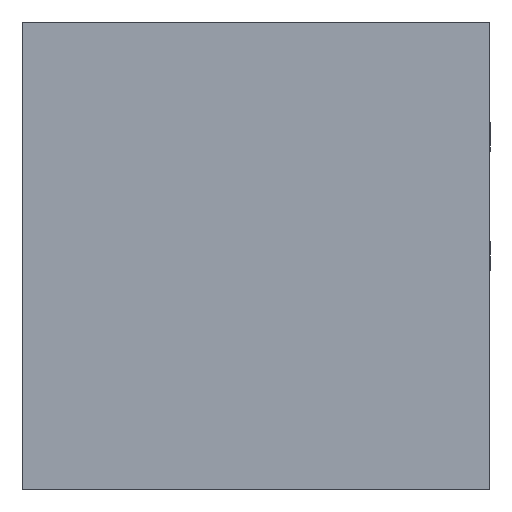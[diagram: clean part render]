
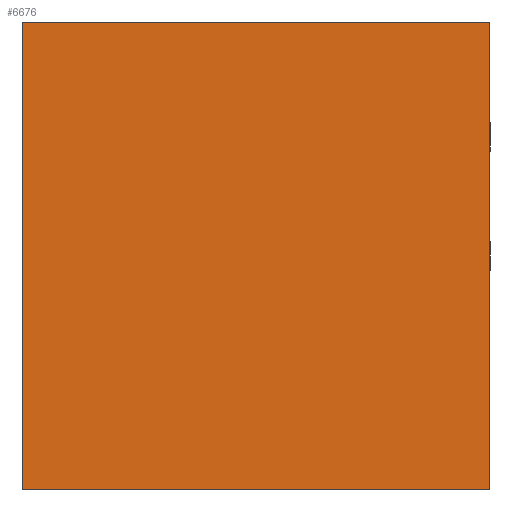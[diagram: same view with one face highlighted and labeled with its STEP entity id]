
A CAD part, front view. The second image highlights one B-rep face of the part: STEP entity #6676.
In plain terms, the highlighted planar face has unit normal (0, -1, 0).
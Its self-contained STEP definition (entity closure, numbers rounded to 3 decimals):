
#1369=ORIENTED_EDGE('',*,*,#2824,.F.);
#1370=ORIENTED_EDGE('',*,*,#2848,.F.);
#1371=ORIENTED_EDGE('',*,*,#2736,.F.);
#1372=ORIENTED_EDGE('',*,*,#2838,.F.);
#2736=EDGE_CURVE('',#3562,#3563,#4292,.T.);
#2824=EDGE_CURVE('',#3644,#3645,#4372,.T.);
#2838=EDGE_CURVE('',#3645,#3562,#4386,.T.);
#2848=EDGE_CURVE('',#3563,#3644,#4396,.T.);
#3562=VERTEX_POINT('',#10241);
#3563=VERTEX_POINT('',#10243);
#3644=VERTEX_POINT('',#10420);
#3645=VERTEX_POINT('',#10422);
#4292=LINE('',#10242,#5100);
#4372=LINE('',#10421,#5180);
#4386=LINE('',#10445,#5194);
#4396=LINE('',#10462,#5204);
#5100=VECTOR('',#8333,1000.);
#5180=VECTOR('',#8447,1000.);
#5194=VECTOR('',#8463,1000.);
#5204=VECTOR('',#8475,1000.);
#5688=EDGE_LOOP('',(#1369,#1370,#1371,#1372));
#6054=FACE_BOUND('',#5688,.T.);
#6381=PLANE('',#7202);
#6676=ADVANCED_FACE('',(#6054),#6381,.F.);
#7202=AXIS2_PLACEMENT_3D('',#10466,#8478,#8479);
#8333=DIRECTION('',(0.,0.,-1.));
#8447=DIRECTION('',(0.,0.,1.));
#8463=DIRECTION('',(1.,0.,0.));
#8475=DIRECTION('',(-1.,0.,0.));
#8478=DIRECTION('',(0.,1.,0.));
#8479=DIRECTION('',(0.,0.,1.));
#10241=CARTESIAN_POINT('',(1.65,-0.8,1.65));
#10242=CARTESIAN_POINT('',(1.65,-0.8,1.65));
#10243=CARTESIAN_POINT('',(1.65,-0.8,-1.65));
#10420=CARTESIAN_POINT('',(-1.65,-0.8,-1.65));
#10421=CARTESIAN_POINT('',(-1.65,-0.8,-1.65));
#10422=CARTESIAN_POINT('',(-1.65,-0.8,1.65));
#10445=CARTESIAN_POINT('',(-1.65,-0.8,1.65));
#10462=CARTESIAN_POINT('',(1.65,-0.8,-1.65));
#10466=CARTESIAN_POINT('',(-1.65,-0.8,1.65));
